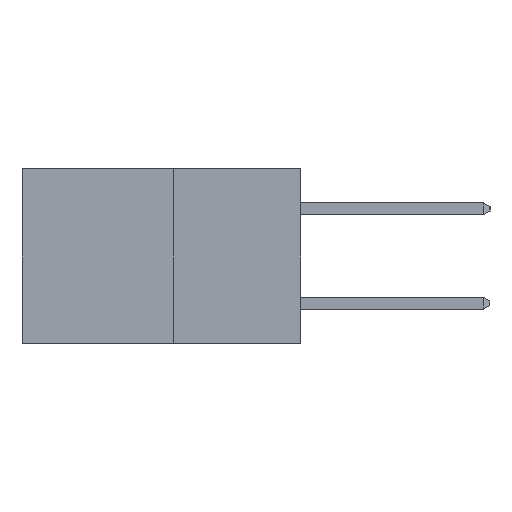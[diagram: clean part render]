
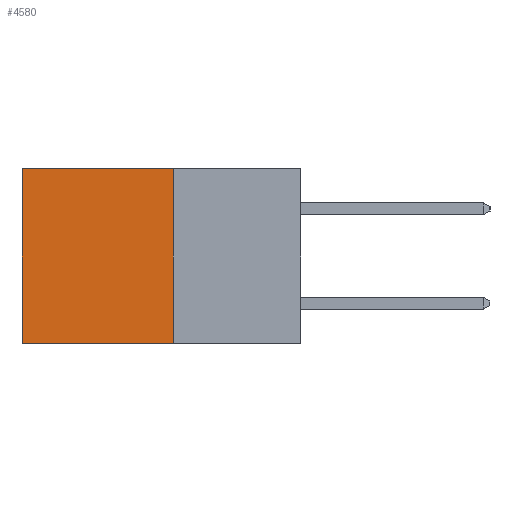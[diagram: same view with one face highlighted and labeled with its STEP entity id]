
A CAD part, left-side view. The second image highlights one B-rep face of the part: STEP entity #4580.
In plain terms, the highlighted planar face has unit normal (-1, 0, 0).
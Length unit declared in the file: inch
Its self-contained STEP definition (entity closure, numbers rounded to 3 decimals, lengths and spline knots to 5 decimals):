
#872 = CARTESIAN_POINT ( 'NONE',  ( 0.277, 0.27, -0.37 ) ) ;
#1716 = CARTESIAN_POINT ( 'NONE',  ( 0.277, 0.27, -0.37 ) ) ;
#2195 = EDGE_CURVE ( 'NONE', #30355, #13578, #18010, .T. ) ;
#3119 = ORIENTED_EDGE ( 'NONE', *, *, #15896, .T. ) ;
#3369 = DIRECTION ( 'NONE',  ( 0., 0., -1. ) ) ;
#3614 = CARTESIAN_POINT ( 'NONE',  ( 0.277, 0.27, 0. ) ) ;
#4376 = EDGE_CURVE ( 'NONE', #30733, #31538, #12890, .T. ) ;
#4580 = ADVANCED_FACE ( 'NONE', ( #26228 ), #15656, .F. ) ;
#7385 = EDGE_LOOP ( 'NONE', ( #19903, #28665, #31563, #3119 ) ) ;
#8381 = CARTESIAN_POINT ( 'NONE',  ( 0.277, 0.27, -0.37 ) ) ;
#9509 = CARTESIAN_POINT ( 'NONE',  ( 0.277, 0.27, -0.37 ) ) ;
#12187 = CARTESIAN_POINT ( 'NONE',  ( 0.277, 0.59, 0. ) ) ;
#12551 = LINE ( 'NONE', #9509, #18311 ) ;
#12890 = LINE ( 'NONE', #8381, #25861 ) ;
#13578 = VERTEX_POINT ( 'NONE', #27644 ) ;
#14089 = DIRECTION ( 'NONE',  ( 0., 0., -1. ) ) ;
#14919 = DIRECTION ( 'NONE',  ( 0., 0., -1. ) ) ;
#15051 = DIRECTION ( 'NONE',  ( 0., 1., 0. ) ) ;
#15656 = PLANE ( 'NONE',  #15802 ) ;
#15802 = AXIS2_PLACEMENT_3D ( 'NONE', #872, #18144, #3369 ) ;
#15896 = EDGE_CURVE ( 'NONE', #30733, #30355, #22594, .T. ) ;
#16093 = VECTOR ( 'NONE', #15051, 39.37008 ) ;
#18010 = LINE ( 'NONE', #27330, #30167 ) ;
#18144 = DIRECTION ( 'NONE',  ( 1., 0., 0. ) ) ;
#18311 = VECTOR ( 'NONE', #26477, 39.37008 ) ;
#19903 = ORIENTED_EDGE ( 'NONE', *, *, #2195, .T. ) ;
#20502 = EDGE_CURVE ( 'NONE', #31538, #13578, #12551, .T. ) ;
#22220 = CARTESIAN_POINT ( 'NONE',  ( 0.277, 0.27, 0. ) ) ;
#22594 = LINE ( 'NONE', #22220, #16093 ) ;
#25861 = VECTOR ( 'NONE', #14919, 39.37008 ) ;
#26228 = FACE_OUTER_BOUND ( 'NONE', #7385, .T. ) ;
#26477 = DIRECTION ( 'NONE',  ( 0., 1., 0. ) ) ;
#27330 = CARTESIAN_POINT ( 'NONE',  ( 0.277, 0.59, -0.37 ) ) ;
#27644 = CARTESIAN_POINT ( 'NONE',  ( 0.277, 0.59, -0.37 ) ) ;
#28665 = ORIENTED_EDGE ( 'NONE', *, *, #20502, .F. ) ;
#30167 = VECTOR ( 'NONE', #14089, 39.37008 ) ;
#30355 = VERTEX_POINT ( 'NONE', #12187 ) ;
#30733 = VERTEX_POINT ( 'NONE', #3614 ) ;
#31538 = VERTEX_POINT ( 'NONE', #1716 ) ;
#31563 = ORIENTED_EDGE ( 'NONE', *, *, #4376, .F. ) ;
